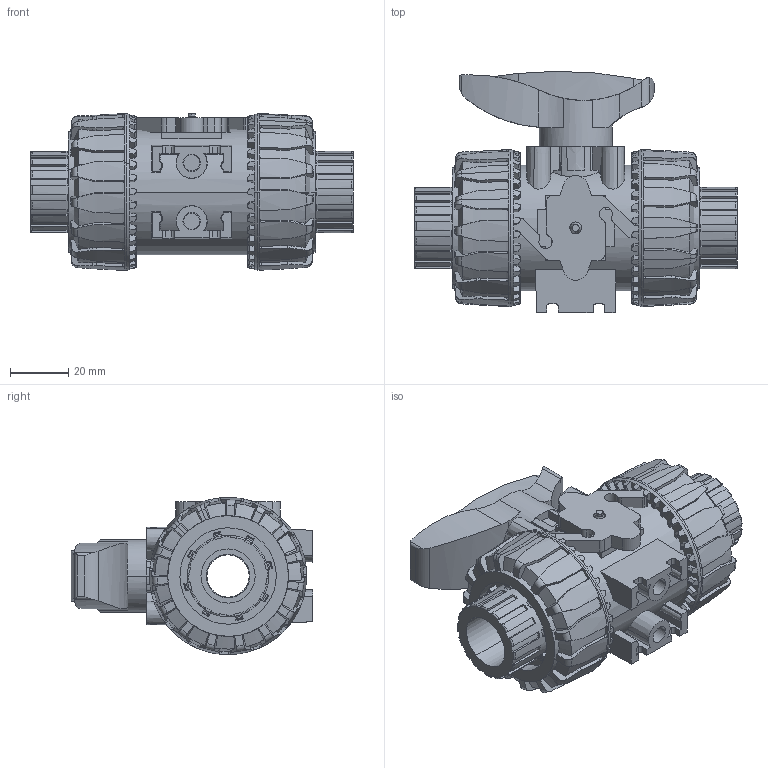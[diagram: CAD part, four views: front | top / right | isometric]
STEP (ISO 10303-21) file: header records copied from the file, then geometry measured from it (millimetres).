
FILE_DESCRIPTION(('STEP AP214'),'1');
FILE_NAME('vkdfm012e.stp','2018-03-06T12:11:34',('TraceParts'),('TraceParts S.A.'),'Spatial InterOp 3D',' ',' ');
FILE_SCHEMA(('automotive_design'));
Length unit declared in the file: millimetre
Products named in the file (7): vkdfm012e_1; vkdfm012e_2; vkdfm012e_3; vkdfm012e_4; vkdfm012e_5; vkdfm012e_6; vkdfm012e_7
Bounding box: 110.8 x 82.77 x 53.9 mm (x, y, z)
Volume: 177207.4 mm3; surface area: 58093.5 mm2
Topology: 7 solids, 7 shells, 1624 faces, 4533 edges, 2952 vertices
Faces by surface type: plane 747, cylinder 433, cone 352, torus 86, bspline 6
Entity records: 69625 total; most frequent: CARTESIAN_POINT 15362, ORIENTED_EDGE 9066, DIRECTION 8467, EDGE_CURVE 4533, AXIS2_PLACEMENT_3D 3297, VERTEX_POINT 2952, LINE 1873, VECTOR 1873
